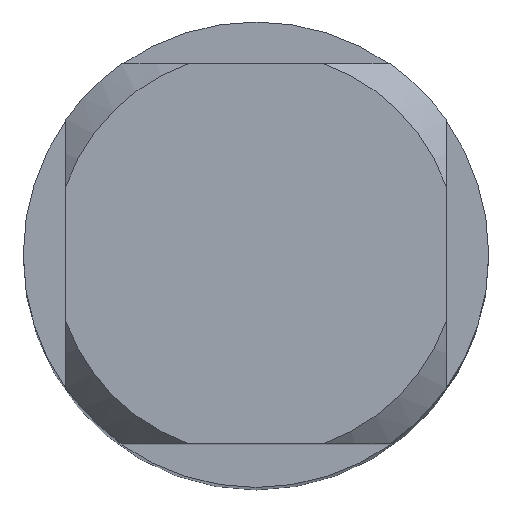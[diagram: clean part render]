
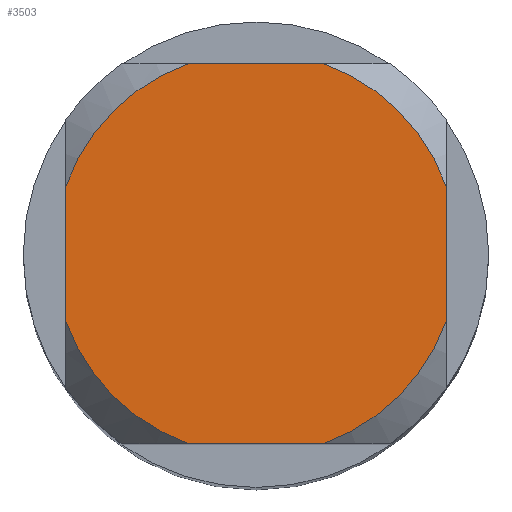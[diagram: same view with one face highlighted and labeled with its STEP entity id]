
A CAD part, top view. The second image highlights one B-rep face of the part: STEP entity #3503.
In plain terms, the highlighted planar face has unit normal (0, 0, 1).
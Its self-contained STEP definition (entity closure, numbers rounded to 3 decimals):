
#3385=EDGE_CURVE('',#5555,#6383,#9778,.T.);
#3419=VERTEX_POINT('',#9818);
#3503=ADVANCED_FACE('',(#9908),#9909,.T.);
#4179=EDGE_CURVE('',#5547,#3419,#10643,.T.);
#4319=VERTEX_POINT('',#10789);
#4597=VERTEX_POINT('',#11093);
#5547=VERTEX_POINT('',#12142);
#5555=VERTEX_POINT('',#12151);
#6213=EDGE_CURVE('',#4597,#4319,#12874,.T.);
#6231=EDGE_CURVE('',#9029,#3419,#12897,.T.);
#6383=VERTEX_POINT('',#13057);
#7045=EDGE_CURVE('',#5547,#4319,#13767,.T.);
#7985=VERTEX_POINT('',#14796);
#8135=EDGE_CURVE('',#9029,#6383,#14958,.T.);
#8437=EDGE_CURVE('',#4597,#7985,#15281,.T.);
#8785=EDGE_CURVE('',#5555,#7985,#15662,.T.);
#9029=VERTEX_POINT('',#15926);
#9778=CIRCLE('',#17042,2.6);
#9818=CARTESIAN_POINT('',(-0.87,2.45,0.0));
#9908=FACE_OUTER_BOUND('',#17300,.T.);
#9909=PLANE('',#17301);
#10643=LINE('',#19498,#19499);
#10789=CARTESIAN_POINT('',(2.45,0.87,0.0));
#11093=CARTESIAN_POINT('',(2.45,-0.87,0.0));
#12142=CARTESIAN_POINT('',(0.87,2.45,0.0));
#12151=CARTESIAN_POINT('',(-0.87,-2.45,0.0));
#12874=LINE('',#26347,#26348);
#12897=CIRCLE('',#26375,2.6);
#13057=CARTESIAN_POINT('',(-2.45,-0.87,0.0));
#13767=CIRCLE('',#28462,2.6);
#14796=CARTESIAN_POINT('',(0.87,-2.45,0.0));
#14958=LINE('',#30979,#30980);
#15281=CIRCLE('',#32129,2.6);
#15662=LINE('',#33046,#33047);
#15926=CARTESIAN_POINT('',(-2.45,0.87,0.0));
#17042=AXIS2_PLACEMENT_3D('',#35351,#35352,#35353);
#17300=EDGE_LOOP('',(#35483,#35484,#35485,#35486,#35487,#35488,#35489,#35490));
#17301=AXIS2_PLACEMENT_3D('',#35491,#35492,#35493);
#19498=CARTESIAN_POINT('',(0.0,2.45,0.0));
#19499=VECTOR('',#36190,1.0);
#26347=CARTESIAN_POINT('',(2.45,0.65,0.0));
#26348=VECTOR('',#38914,1.0);
#26375=AXIS2_PLACEMENT_3D('',#38961,#38962,#38963);
#28462=AXIS2_PLACEMENT_3D('',#39737,#39738,#39739);
#30979=CARTESIAN_POINT('',(-2.45,0.65,0.0));
#30980=VECTOR('',#40974,1.0);
#32129=AXIS2_PLACEMENT_3D('',#41518,#41519,#41520);
#33046=CARTESIAN_POINT('',(0.0,-2.45,0.0));
#33047=VECTOR('',#41920,1.0);
#35351=CARTESIAN_POINT('',(0.0,0.0,0.0));
#35352=DIRECTION('',(0.0,0.0,-1.0));
#35353=DIRECTION('',(0.0,1.0,0.0));
#35483=ORIENTED_EDGE('',*,*,#8135,.T.);
#35484=ORIENTED_EDGE('',*,*,#3385,.F.);
#35485=ORIENTED_EDGE('',*,*,#8785,.T.);
#35486=ORIENTED_EDGE('',*,*,#8437,.F.);
#35487=ORIENTED_EDGE('',*,*,#6213,.T.);
#35488=ORIENTED_EDGE('',*,*,#7045,.F.);
#35489=ORIENTED_EDGE('',*,*,#4179,.T.);
#35490=ORIENTED_EDGE('',*,*,#6231,.F.);
#35491=CARTESIAN_POINT('',(0.0,1.3,0.0));
#35492=DIRECTION('',(-0.0,0.0,1.0));
#35493=DIRECTION('',(0.0,-1.0,0.0));
#36190=DIRECTION('',(-1.0,0.0,0.0));
#38914=DIRECTION('',(-0.0,1.0,0.0));
#38961=CARTESIAN_POINT('',(0.0,0.0,0.0));
#38962=DIRECTION('',(0.0,0.0,-1.0));
#38963=DIRECTION('',(0.0,1.0,0.0));
#39737=CARTESIAN_POINT('',(0.0,0.0,0.0));
#39738=DIRECTION('',(0.0,0.0,-1.0));
#39739=DIRECTION('',(0.0,1.0,0.0));
#40974=DIRECTION('',(-0.0,-1.0,0.0));
#41518=CARTESIAN_POINT('',(0.0,0.0,0.0));
#41519=DIRECTION('',(0.0,0.0,-1.0));
#41520=DIRECTION('',(0.0,1.0,0.0));
#41920=DIRECTION('',(1.0,0.0,0.0));
